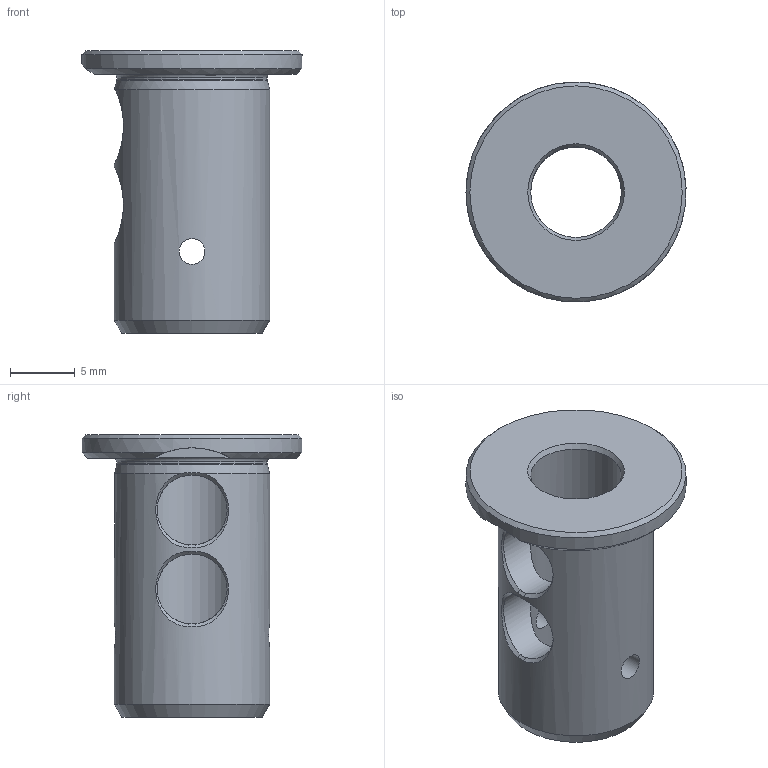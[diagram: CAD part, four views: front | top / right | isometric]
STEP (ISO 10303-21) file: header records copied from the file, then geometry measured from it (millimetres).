
FILE_DESCRIPTION (( 'STEP AP203' ), '1' );
FILE_NAME ('UMHB-RBD1207.step', '2024-01-24T07:17:35', ( '' ), ( '' ), 'SwSTEP 2.0', 'SolidWorks 2022', '' );
FILE_SCHEMA (( 'CONFIG_CONTROL_DESIGN' ));
Length unit declared in the file: millimetre
Products named in the file (1): UMHB-RBD1207
Bounding box: 16.99 x 16.98 x 21.8 mm (x, y, z)
Volume: 1661.3 mm3; surface area: 1677.4 mm2
Topology: 1 solids, 1 shells, 31 faces, 84 edges, 55 vertices
Faces by surface type: cone 15, cylinder 9, plane 5, torus 2
Full cylindrical faces by diameter (mm): 2 x2, 5.4 x2, 7 x1, 11.6 x1, 12 x1, 17 x1
Entity records: 1406 total; most frequent: CARTESIAN_POINT 702, ORIENTED_EDGE 116, DIRECTION 112, EDGE_CURVE 58, EDGE_LOOP 57, AXIS2_PLACEMENT_3D 54, VERTEX_POINT 45, FACE_OUTER_BOUND 41
